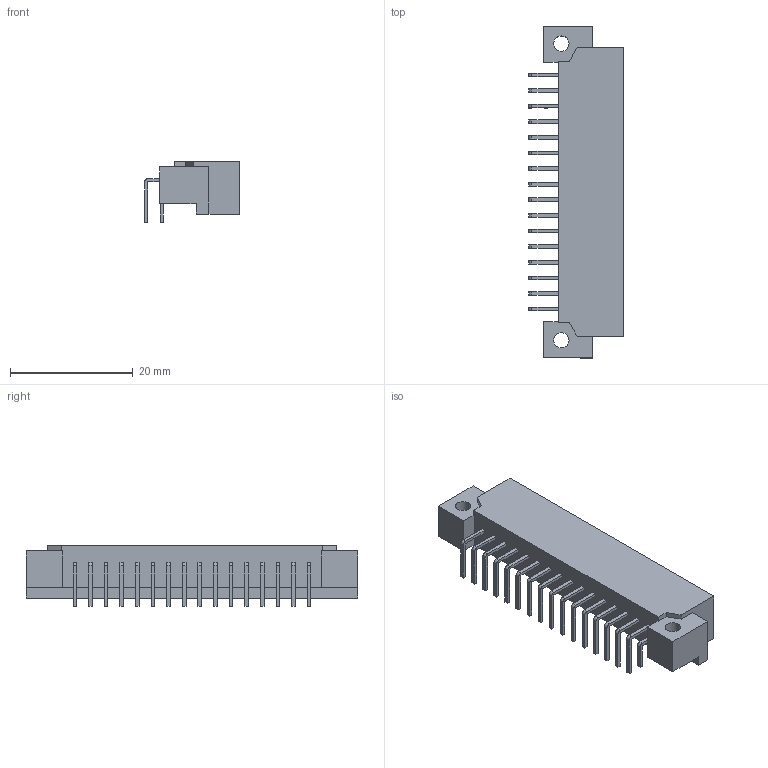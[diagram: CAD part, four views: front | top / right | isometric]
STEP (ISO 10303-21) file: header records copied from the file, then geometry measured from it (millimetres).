
FILE_DESCRIPTION((''),'2;1');
FILE_NAME('HARTING_09 22 132 6921.stp','2011-08-09T10:25:58',(''),(''),'Mechanical Desktop 2011','Mechanical Desktop 2011',', , ');
FILE_SCHEMA(('AUTOMOTIVE_DESIGN { 1 2 10303 214 1 1 1 1 }'));
Length unit declared in the file: millimetre
Products named in the file (1): Product
Bounding box: 15.43 x 54 x 9.83 mm (x, y, z)
Volume: 2735.3 mm3; surface area: 4187.8 mm2
Topology: 33 solids, 33 shells, 371 faces, 896 edges, 592 vertices
Faces by surface type: plane 303, cylinder 68
Entity records: 10726 total; most frequent: CARTESIAN_POINT 1860, ORIENTED_EDGE 1792, DIRECTION 1776, EDGE_CURVE 896, VECTOR 760, LINE 760, VERTEX_POINT 592, AXIS2_PLACEMENT_3D 508
